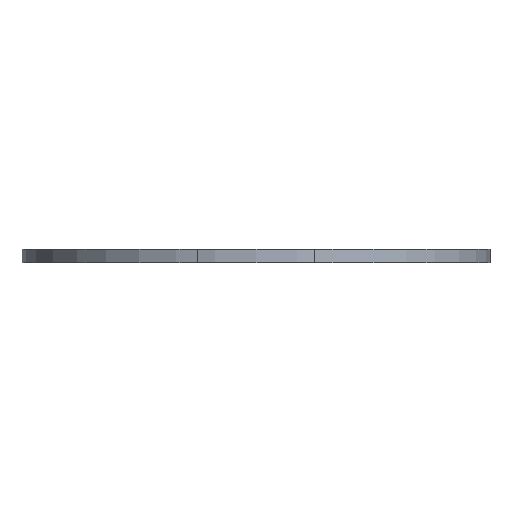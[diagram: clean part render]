
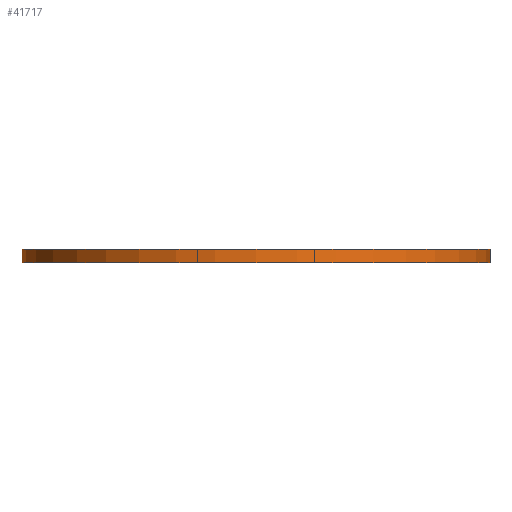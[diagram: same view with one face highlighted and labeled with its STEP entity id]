
A CAD part, front view. The second image highlights one B-rep face of the part: STEP entity #41717.
In plain terms, the highlighted cylindrical face has radius 53.361 mm (diameter 106.723 mm), a partial arc.
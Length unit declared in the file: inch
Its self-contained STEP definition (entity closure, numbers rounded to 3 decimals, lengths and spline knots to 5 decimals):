
#1251 = VECTOR ( 'NONE', #1324, 39.37008 ) ;
#1324 = DIRECTION ( 'NONE',  ( 0., 0., -1. ) ) ;
#1919 = EDGE_CURVE ( 'NONE', #9378, #4711, #47881, .T. ) ;
#2520 = EDGE_CURVE ( 'NONE', #8094, #29118, #15785, .T. ) ;
#2780 = FACE_OUTER_BOUND ( 'NONE', #5626, .T. ) ;
#4711 = VERTEX_POINT ( 'NONE', #9724 ) ;
#5626 = EDGE_LOOP ( 'NONE', ( #8910, #17944, #29819, #25884 ) ) ;
#6171 = DIRECTION ( 'NONE',  ( 0., 0., 1. ) ) ;
#7110 = EDGE_CURVE ( 'NONE', #29118, #4711, #35979, .T. ) ;
#8094 = VERTEX_POINT ( 'NONE', #43350 ) ;
#8277 = AXIS2_PLACEMENT_3D ( 'NONE', #12559, #31494, #43188 ) ;
#8820 = CYLINDRICAL_SURFACE ( 'NONE', #30875, 2.10085 ) ;
#8910 = ORIENTED_EDGE ( 'NONE', *, *, #1919, .F. ) ;
#9378 = VERTEX_POINT ( 'NONE', #31608 ) ;
#9724 = CARTESIAN_POINT ( 'NONE',  ( 2.10085, 0., -0.0625 ) ) ;
#11443 = EDGE_CURVE ( 'NONE', #8094, #9378, #49697, .T. ) ;
#12559 = CARTESIAN_POINT ( 'NONE',  ( 0., 0., 0.0625 ) ) ;
#13205 = CARTESIAN_POINT ( 'NONE',  ( 2.10085, 0., 0.0625 ) ) ;
#15785 = LINE ( 'NONE', #21931, #45462 ) ;
#17944 = ORIENTED_EDGE ( 'NONE', *, *, #11443, .F. ) ;
#21931 = CARTESIAN_POINT ( 'NONE',  ( -2.10085, 0., 0.0625 ) ) ;
#22101 = DIRECTION ( 'NONE',  ( 1., 0., 0. ) ) ;
#25884 = ORIENTED_EDGE ( 'NONE', *, *, #7110, .T. ) ;
#26675 = AXIS2_PLACEMENT_3D ( 'NONE', #41214, #6171, #22101 ) ;
#29118 = VERTEX_POINT ( 'NONE', #47197 ) ;
#29819 = ORIENTED_EDGE ( 'NONE', *, *, #2520, .T. ) ;
#30875 = AXIS2_PLACEMENT_3D ( 'NONE', #38668, #43068, #42412 ) ;
#31494 = DIRECTION ( 'NONE',  ( 0., 0., 1. ) ) ;
#31608 = CARTESIAN_POINT ( 'NONE',  ( 2.10085, 0., 0.0625 ) ) ;
#35979 = CIRCLE ( 'NONE', #26675, 2.10085 ) ;
#38668 = CARTESIAN_POINT ( 'NONE',  ( 0., 0., 0.0625 ) ) ;
#41214 = CARTESIAN_POINT ( 'NONE',  ( 0., 0., -0.0625 ) ) ;
#41717 = ADVANCED_FACE ( 'NONE', ( #2780 ), #8820, .T. ) ;
#42412 = DIRECTION ( 'NONE',  ( -1., 0., 0. ) ) ;
#43068 = DIRECTION ( 'NONE',  ( 0., 0., -1. ) ) ;
#43188 = DIRECTION ( 'NONE',  ( 1., 0., 0. ) ) ;
#43350 = CARTESIAN_POINT ( 'NONE',  ( -2.10085, 0., 0.0625 ) ) ;
#44780 = DIRECTION ( 'NONE',  ( 0., 0., -1. ) ) ;
#45462 = VECTOR ( 'NONE', #44780, 39.37008 ) ;
#47197 = CARTESIAN_POINT ( 'NONE',  ( -2.10085, 0., -0.0625 ) ) ;
#47881 = LINE ( 'NONE', #13205, #1251 ) ;
#49697 = CIRCLE ( 'NONE', #8277, 2.10085 ) ;
